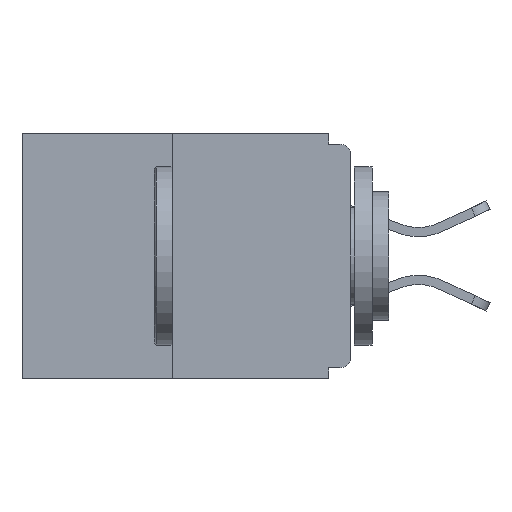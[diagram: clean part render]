
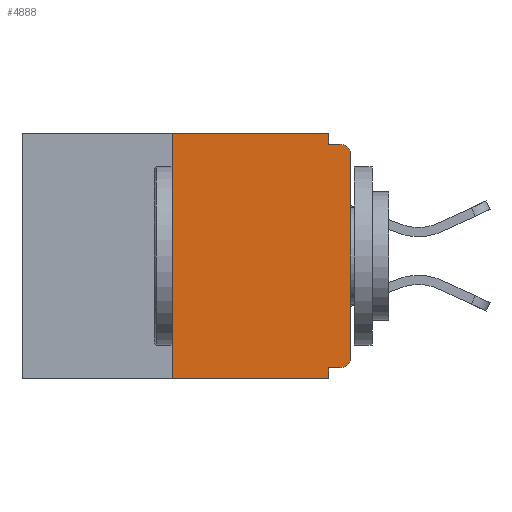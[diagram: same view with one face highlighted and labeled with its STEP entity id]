
A CAD part, left-side view. The second image highlights one B-rep face of the part: STEP entity #4888.
In plain terms, the highlighted planar face has unit normal (-1, 0, 0).
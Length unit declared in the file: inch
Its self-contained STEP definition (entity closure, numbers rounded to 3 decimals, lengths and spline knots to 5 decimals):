
#147 = CARTESIAN_POINT ( 'NONE',  ( 0., 0.031, -0.328 ) ) ;
#164 = VERTEX_POINT ( 'NONE', #11302 ) ;
#227 = LINE ( 'NONE', #4347, #20601 ) ;
#324 = CARTESIAN_POINT ( 'NONE',  ( 0., 0., -0.328 ) ) ;
#342 = VERTEX_POINT ( 'NONE', #14849 ) ;
#726 = CARTESIAN_POINT ( 'NONE',  ( 0., 0.015, -0.03 ) ) ;
#810 = DIRECTION ( 'NONE',  ( -1., 0., 0. ) ) ;
#1424 = EDGE_CURVE ( 'NONE', #17226, #342, #227, .T. ) ;
#1454 = EDGE_CURVE ( 'NONE', #12038, #11638, #25255, .T. ) ;
#2195 = DIRECTION ( 'NONE',  ( 0., -1., 0. ) ) ;
#2445 = CARTESIAN_POINT ( 'NONE',  ( 0., 0.46, -0.343 ) ) ;
#4100 = EDGE_CURVE ( 'NONE', #16467, #11638, #9055, .T. ) ;
#4125 = LINE ( 'NONE', #324, #12749 ) ;
#4144 = VERTEX_POINT ( 'NONE', #15852 ) ;
#4347 = CARTESIAN_POINT ( 'NONE',  ( 0., 0., 0. ) ) ;
#4579 = CARTESIAN_POINT ( 'NONE',  ( 0., 0.46, 0. ) ) ;
#4888 = ADVANCED_FACE ( 'NONE', ( #21695 ), #10435, .F. ) ;
#5007 = AXIS2_PLACEMENT_3D ( 'NONE', #4579, #12501, #10772 ) ;
#5141 = CARTESIAN_POINT ( 'NONE',  ( 0., 0.031, 0. ) ) ;
#5148 = VECTOR ( 'NONE', #2195, 39.37008 ) ;
#5327 = ORIENTED_EDGE ( 'NONE', *, *, #11918, .T. ) ;
#5436 = EDGE_LOOP ( 'NONE', ( #18829, #9875, #12882, #24955, #17486, #5327, #11246, #15269, #10815, #13680 ) ) ;
#5687 = CARTESIAN_POINT ( 'NONE',  ( 0., 0.25, -0.343 ) ) ;
#5876 = CARTESIAN_POINT ( 'NONE',  ( 0., 0.031, -0.015 ) ) ;
#6351 = CIRCLE ( 'NONE', #10544, 0.015 ) ;
#6885 = DIRECTION ( 'NONE',  ( -1., 0., 0. ) ) ;
#7485 = DIRECTION ( 'NONE',  ( 0., -1., 0. ) ) ;
#8292 = EDGE_CURVE ( 'NONE', #12024, #15107, #13950, .T. ) ;
#9055 = LINE ( 'NONE', #10059, #11849 ) ;
#9428 = CARTESIAN_POINT ( 'NONE',  ( 0., 0.25, 0. ) ) ;
#9875 = ORIENTED_EDGE ( 'NONE', *, *, #21675, .F. ) ;
#9895 = LINE ( 'NONE', #5141, #16410 ) ;
#10059 = CARTESIAN_POINT ( 'NONE',  ( 0., 0.031, -0.343 ) ) ;
#10376 = DIRECTION ( 'NONE',  ( 0., 0., 1. ) ) ;
#10435 = PLANE ( 'NONE',  #5007 ) ;
#10544 = AXIS2_PLACEMENT_3D ( 'NONE', #10643, #810, #14636 ) ;
#10643 = CARTESIAN_POINT ( 'NONE',  ( 0., 0.015, -0.313 ) ) ;
#10724 = DIRECTION ( 'NONE',  ( 0., 0., -1. ) ) ;
#10772 = DIRECTION ( 'NONE',  ( 0., 0., -1. ) ) ;
#10815 = ORIENTED_EDGE ( 'NONE', *, *, #8292, .F. ) ;
#11246 = ORIENTED_EDGE ( 'NONE', *, *, #1424, .T. ) ;
#11302 = CARTESIAN_POINT ( 'NONE',  ( 0., 0.25, 0. ) ) ;
#11638 = VERTEX_POINT ( 'NONE', #25367 ) ;
#11803 = DIRECTION ( 'NONE',  ( 0., 0., -1. ) ) ;
#11849 = VECTOR ( 'NONE', #11803, 39.37008 ) ;
#11918 = EDGE_CURVE ( 'NONE', #4144, #17226, #6351, .T. ) ;
#12024 = VERTEX_POINT ( 'NONE', #5876 ) ;
#12038 = VERTEX_POINT ( 'NONE', #5687 ) ;
#12501 = DIRECTION ( 'NONE',  ( 1., 0., 0. ) ) ;
#12749 = VECTOR ( 'NONE', #16299, 39.37008 ) ;
#12851 = EDGE_CURVE ( 'NONE', #4144, #16467, #4125, .T. ) ;
#12882 = ORIENTED_EDGE ( 'NONE', *, *, #1454, .T. ) ;
#13429 = VERTEX_POINT ( 'NONE', #20171 ) ;
#13440 = CARTESIAN_POINT ( 'NONE',  ( 0., 0.015, -0.015 ) ) ;
#13502 = DIRECTION ( 'NONE',  ( 0., 0., 1. ) ) ;
#13680 = ORIENTED_EDGE ( 'NONE', *, *, #19472, .F. ) ;
#13950 = LINE ( 'NONE', #14905, #18592 ) ;
#14636 = DIRECTION ( 'NONE',  ( 0., 0., -1. ) ) ;
#14752 = EDGE_CURVE ( 'NONE', #164, #13429, #16972, .T. ) ;
#14849 = CARTESIAN_POINT ( 'NONE',  ( 0., 0., -0.03 ) ) ;
#14905 = CARTESIAN_POINT ( 'NONE',  ( 0., 0., -0.015 ) ) ;
#15033 = VECTOR ( 'NONE', #13502, 39.37008 ) ;
#15107 = VERTEX_POINT ( 'NONE', #13440 ) ;
#15269 = ORIENTED_EDGE ( 'NONE', *, *, #18258, .T. ) ;
#15852 = CARTESIAN_POINT ( 'NONE',  ( 0., 0.015, -0.328 ) ) ;
#16123 = CARTESIAN_POINT ( 'NONE',  ( 0., 0., -0.313 ) ) ;
#16299 = DIRECTION ( 'NONE',  ( 0., 1., 0. ) ) ;
#16410 = VECTOR ( 'NONE', #24685, 39.37008 ) ;
#16467 = VERTEX_POINT ( 'NONE', #147 ) ;
#16972 = LINE ( 'NONE', #21274, #22546 ) ;
#17226 = VERTEX_POINT ( 'NONE', #16123 ) ;
#17288 = AXIS2_PLACEMENT_3D ( 'NONE', #726, #6885, #10724 ) ;
#17486 = ORIENTED_EDGE ( 'NONE', *, *, #12851, .F. ) ;
#18258 = EDGE_CURVE ( 'NONE', #342, #15107, #21089, .T. ) ;
#18592 = VECTOR ( 'NONE', #20838, 39.37008 ) ;
#18829 = ORIENTED_EDGE ( 'NONE', *, *, #14752, .F. ) ;
#19472 = EDGE_CURVE ( 'NONE', #13429, #12024, #9895, .T. ) ;
#20171 = CARTESIAN_POINT ( 'NONE',  ( 0., 0.031, 0. ) ) ;
#20601 = VECTOR ( 'NONE', #10376, 39.37008 ) ;
#20838 = DIRECTION ( 'NONE',  ( 0., -1., 0. ) ) ;
#21089 = CIRCLE ( 'NONE', #17288, 0.015 ) ;
#21213 = LINE ( 'NONE', #9428, #15033 ) ;
#21274 = CARTESIAN_POINT ( 'NONE',  ( 0., 0.46, 0. ) ) ;
#21675 = EDGE_CURVE ( 'NONE', #12038, #164, #21213, .T. ) ;
#21695 = FACE_OUTER_BOUND ( 'NONE', #5436, .T. ) ;
#22546 = VECTOR ( 'NONE', #7485, 39.37008 ) ;
#24685 = DIRECTION ( 'NONE',  ( 0., 0., -1. ) ) ;
#24955 = ORIENTED_EDGE ( 'NONE', *, *, #4100, .F. ) ;
#25255 = LINE ( 'NONE', #2445, #5148 ) ;
#25367 = CARTESIAN_POINT ( 'NONE',  ( 0., 0.031, -0.343 ) ) ;
